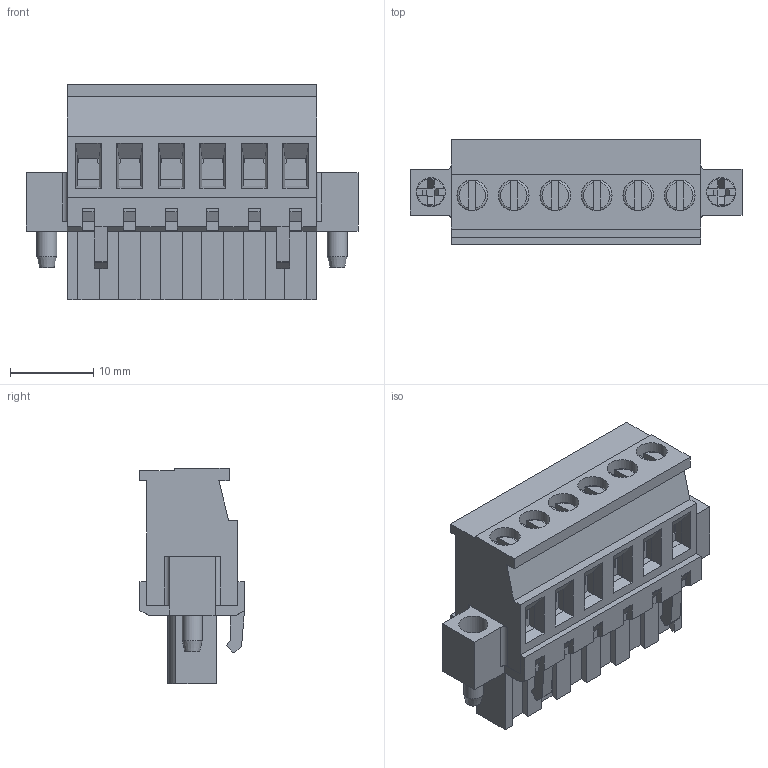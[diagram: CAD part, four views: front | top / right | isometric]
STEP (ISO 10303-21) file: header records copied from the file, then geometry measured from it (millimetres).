
FILE_DESCRIPTION( ( 'Unknown' ), '1' );
FILE_NAME( '691340700006.stp', 'Unknown', ( 'Unknown' ), ( 'Unknown' ), 'PSStep 14.0', 'Unknown', ' ' );
FILE_SCHEMA( ( 'AUTOMOTIVE_DESIGN { 1 0 10303 214 1 1 1 1 }' ) );
Length unit declared in the file: millimetre
Products named in the file (7): Assem1; 6913407000xx_CAGE; 6913407000xx_PIN; 6913407000xx_VIS; 6913517000xx_VIS Flange; 691351700006; 691351700006_BAS
Assembly tree (22 placements, depth 2):
  Assem1
    6913407000xx_CAGE  x6
    6913407000xx_PIN  x6
    6913407000xx_VIS  x6
    6913517000xx_VIS Flange  x2
    691351700006
    691351700006_BAS
Bounding box: 40 x 12.65 x 26 mm (x, y, z)
Volume: 5018.3 mm3; surface area: 11308.7 mm2
Topology: 22 solids, 22 shells, 1288 faces, 3595 edges, 2347 vertices
Faces by surface type: plane 1006, cylinder 238, torus 30, cone 14
Full cylindrical faces by diameter (mm): 1.6 x6, 2.4 x8, 2.5 x2, 2.9 x12, 3 x6, 3.5 x2, 3.7 x12, 3.8 x2
Entity records: 31262 total; most frequent: CARTESIAN_POINT 4445, ORIENTED_EDGE 4326, DIRECTION 3954, EDGE_CURVE 2163, LINE 1970, VECTOR 1970, VERTEX_POINT 1435, AXIS2_PLACEMENT_3D 992
